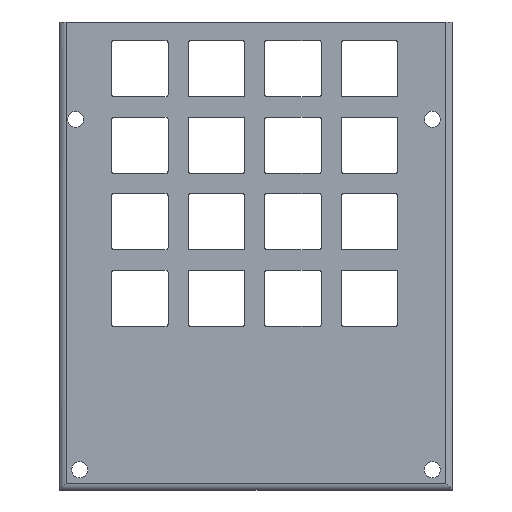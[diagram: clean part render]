
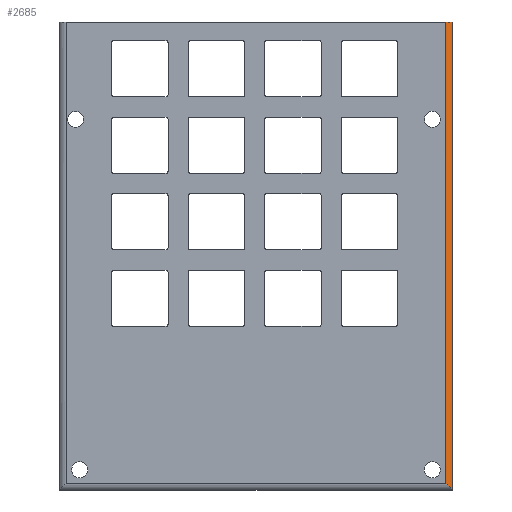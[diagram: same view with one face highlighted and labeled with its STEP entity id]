
A CAD part, top view. The second image highlights one B-rep face of the part: STEP entity #2685.
In plain terms, the highlighted cylindrical face has radius 2 mm (diameter 4 mm), a partial arc.
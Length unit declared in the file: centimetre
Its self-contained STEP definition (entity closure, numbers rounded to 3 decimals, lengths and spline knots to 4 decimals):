
#126=FACE_OUTER_BOUND('',#264,.T.);
#264=EDGE_LOOP('',(#1798,#1799,#1800,#1801));
#442=ELLIPSE('',#2828,0.2828,0.2);
#444=LINE('',#3942,#712);
#445=LINE('',#3945,#713);
#712=VECTOR('',#3113,0.2);
#713=VECTOR('',#3116,1.);
#980=CIRCLE('',#2827,0.2);
#1118=VERTEX_POINT('',#3938);
#1119=VERTEX_POINT('',#3939);
#1120=VERTEX_POINT('',#3941);
#1121=VERTEX_POINT('',#3943);
#1390=EDGE_CURVE('',#1118,#1119,#980,.T.);
#1391=EDGE_CURVE('',#1119,#1120,#444,.T.);
#1392=EDGE_CURVE('',#1120,#1121,#442,.T.);
#1393=EDGE_CURVE('',#1118,#1121,#445,.T.);
#1798=ORIENTED_EDGE('',*,*,#1390,.T.);
#1799=ORIENTED_EDGE('',*,*,#1391,.T.);
#1800=ORIENTED_EDGE('',*,*,#1392,.T.);
#1801=ORIENTED_EDGE('',*,*,#1393,.F.);
#2614=CYLINDRICAL_SURFACE('',#2826,0.2);
#2685=ADVANCED_FACE('',(#126),#2614,.T.);
#2826=AXIS2_PLACEMENT_3D('',#3937,#3109,#3110);
#2827=AXIS2_PLACEMENT_3D('',#3940,#3111,#3112);
#2828=AXIS2_PLACEMENT_3D('',#3944,#3114,#3115);
#3109=DIRECTION('center_axis',(0.,-1.,0.));
#3110=DIRECTION('ref_axis',(0.866,0.,0.5));
#3111=DIRECTION('center_axis',(0.,-1.,0.));
#3112=DIRECTION('ref_axis',(0.866,0.,0.5));
#3113=DIRECTION('',(0.,-1.,0.));
#3114=DIRECTION('center_axis',(0.707,0.707,0.));
#3115=DIRECTION('ref_axis',(-0.707,0.707,0.));
#3116=DIRECTION('',(0.,-1.,0.));
#3937=CARTESIAN_POINT('Origin',(4.5593,-0.0903,1.2));
#3938=CARTESIAN_POINT('',(4.7325,-0.0903,1.3));
#3939=CARTESIAN_POINT('',(4.5593,-0.0903,1.4));
#3940=CARTESIAN_POINT('Origin',(4.5593,-0.0903,1.2));
#3941=CARTESIAN_POINT('',(4.5593,-11.5653,1.4));
#3942=CARTESIAN_POINT('',(4.5593,-0.0903,1.4));
#3943=CARTESIAN_POINT('',(4.7325,-11.7386,1.3));
#3944=CARTESIAN_POINT('Origin',(4.5593,-11.5653,1.2));
#3945=CARTESIAN_POINT('',(4.7325,-0.0903,1.3));
